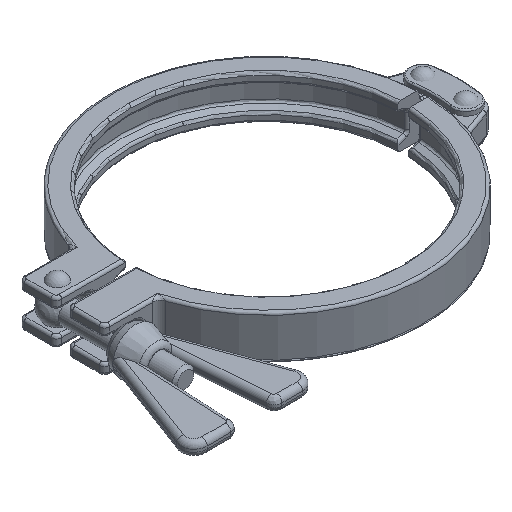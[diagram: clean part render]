
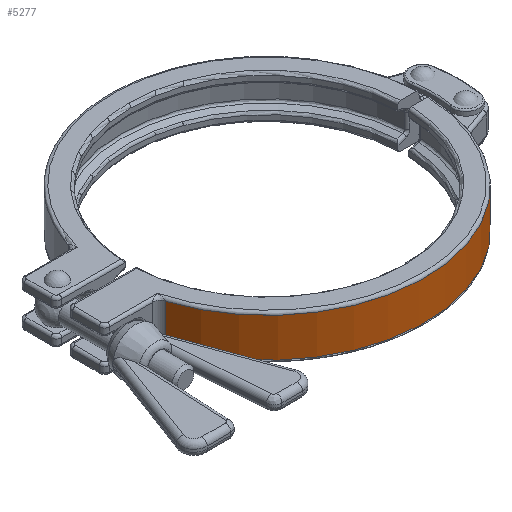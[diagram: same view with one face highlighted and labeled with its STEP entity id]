
A CAD part, isometric view. The second image highlights one B-rep face of the part: STEP entity #5277.
In plain terms, the highlighted cylindrical face has radius 59 mm (diameter 118 mm), a partial arc.
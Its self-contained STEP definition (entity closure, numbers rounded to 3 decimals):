
#4807=CARTESIAN_POINT('',(-56.161,18.081,-7.25));
#4808=VERTEX_POINT('',#4807);
#4826=CARTESIAN_POINT('',(-56.161,18.081,7.25));
#4827=VERTEX_POINT('',#4826);
#4835=CARTESIAN_POINT('',(-56.161,18.081,7.25));
#4836=DIRECTION('',(0.0,0.0,-1.0));
#4837=VECTOR('',#4836,14.5);
#4838=LINE('',#4835,#4837);
#4839=EDGE_CURVE('',#4827,#4808,#4838,.T.);
#5116=CARTESIAN_POINT('',(58.966,2.,-7.25));
#5117=VERTEX_POINT('',#5116);
#5118=CARTESIAN_POINT('',(0.0,0.0,-7.25));
#5119=DIRECTION('',(0.0,0.0,-1.));
#5120=DIRECTION('',(0.12,0.993,0.0));
#5121=AXIS2_PLACEMENT_3D('',#5118,#5119,#5120);
#5122=CIRCLE('',#5121,59.0);
#5123=EDGE_CURVE('',#4808,#5117,#5122,.T.);
#5162=CARTESIAN_POINT('',(0.0,0.0,0.0));
#5163=DIRECTION('',(0.0,0.0,1.0));
#5164=DIRECTION('',(0.952,0.306,0.0));
#5165=AXIS2_PLACEMENT_3D('',#5162,#5163,#5164);
#5166=CYLINDRICAL_SURFACE('',#5165,59.0);
#5167=ORIENTED_EDGE('',*,*,#4839,.F.);
#5168=CARTESIAN_POINT('',(58.966,2.,7.25));
#5169=VERTEX_POINT('',#5168);
#5170=CARTESIAN_POINT('',(0.0,0.0,7.25));
#5171=DIRECTION('',(0.0,0.0,1.));
#5172=DIRECTION('',(0.12,0.993,0.0));
#5173=AXIS2_PLACEMENT_3D('',#5170,#5171,#5172);
#5174=CIRCLE('',#5173,59.);
#5175=EDGE_CURVE('',#5169,#4827,#5174,.T.);
#5176=ORIENTED_EDGE('',*,*,#5175,.F.);
#5177=CARTESIAN_POINT('',(58.966,2.,6.351));
#5178=VERTEX_POINT('',#5177);
#5179=CARTESIAN_POINT('',(58.966,2.,7.25));
#5180=DIRECTION('',(0.,0.,-1.0));
#5181=VECTOR('',#5180,0.899);
#5182=LINE('',#5179,#5181);
#5183=EDGE_CURVE('',#5169,#5178,#5182,.T.);
#5184=ORIENTED_EDGE('',*,*,#5183,.T.);
#5185=CARTESIAN_POINT('',(58.929,2.902,6.5));
#5186=VERTEX_POINT('',#5185);
#5187=CARTESIAN_POINT('',(58.929,2.902,6.5));
#5188=CARTESIAN_POINT('',(58.939,2.686,6.5));
#5189=CARTESIAN_POINT('',(58.953,2.38,6.465));
#5190=CARTESIAN_POINT('',(58.963,2.085,6.38));
#5191=CARTESIAN_POINT('',(58.966,2.,6.352));
#5192=B_SPLINE_CURVE_WITH_KNOTS('',3,(#5187,#5188,#5189,#5190,#5191),.UNSPECIFIED.,.F.,.U.,(4,1,4),(1.878,1.945,1.973),.UNSPECIFIED.);
#5193=EDGE_CURVE('',#5186,#5178,#5192,.T.);
#5194=ORIENTED_EDGE('',*,*,#5193,.F.);
#5195=CARTESIAN_POINT('',(56.936,15.47,6.5));
#5196=VERTEX_POINT('',#5195);
#5197=CARTESIAN_POINT('',(0.0,0.0,6.5));
#5198=DIRECTION('',(0.0,0.0,-1.0));
#5199=DIRECTION('',(0.986,0.169,0.0));
#5200=AXIS2_PLACEMENT_3D('',#5197,#5198,#5199);
#5201=CIRCLE('',#5200,59.0);
#5202=EDGE_CURVE('',#5196,#5186,#5201,.T.);
#5203=ORIENTED_EDGE('',*,*,#5202,.F.);
#5204=CARTESIAN_POINT('',(55.876,18.943,3.5));
#5205=VERTEX_POINT('',#5204);
#5206=CARTESIAN_POINT('',(55.876,18.943,3.5));
#5207=CARTESIAN_POINT('',(55.876,18.943,3.752));
#5208=CARTESIAN_POINT('',(55.902,18.867,4.258));
#5209=CARTESIAN_POINT('',(55.991,18.602,4.827));
#5210=CARTESIAN_POINT('',(56.086,18.314,5.225));
#5211=CARTESIAN_POINT('',(56.194,17.981,5.586));
#5212=CARTESIAN_POINT('',(56.345,17.505,5.952));
#5213=CARTESIAN_POINT('',(56.541,16.86,6.268));
#5214=CARTESIAN_POINT('',(56.74,16.178,6.457));
#5215=CARTESIAN_POINT('',(56.872,15.705,6.5));
#5216=CARTESIAN_POINT('',(56.936,15.47,6.5));
#5217=B_SPLINE_CURVE_WITH_KNOTS('',3,(#5206,#5207,#5208,#5209,#5210,#5211,#5212,#5213,#5214,#5215,#5216),.UNSPECIFIED.,.F.,.U.,(4,1,1,1,1,1,1,1,4),(0.0,0.076,0.151,0.189,0.227,0.302,0.378,0.453,0.529),.UNSPECIFIED.);
#5218=EDGE_CURVE('',#5205,#5196,#5217,.T.);
#5219=ORIENTED_EDGE('',*,*,#5218,.F.);
#5220=CARTESIAN_POINT('',(55.876,18.943,-3.5));
#5221=VERTEX_POINT('',#5220);
#5222=CARTESIAN_POINT('',(55.876,18.943,-3.5));
#5223=DIRECTION('',(0.0,0.0,1.0));
#5224=VECTOR('',#5223,7.);
#5225=LINE('',#5222,#5224);
#5226=EDGE_CURVE('',#5221,#5205,#5225,.T.);
#5227=ORIENTED_EDGE('',*,*,#5226,.F.);
#5228=CARTESIAN_POINT('',(56.936,15.47,-6.5));
#5229=VERTEX_POINT('',#5228);
#5230=CARTESIAN_POINT('',(56.936,15.47,-6.5));
#5231=CARTESIAN_POINT('',(56.872,15.705,-6.5));
#5232=CARTESIAN_POINT('',(56.773,16.059,-6.468));
#5233=CARTESIAN_POINT('',(56.625,16.574,-6.35));
#5234=CARTESIAN_POINT('',(56.509,16.966,-6.212));
#5235=CARTESIAN_POINT('',(56.412,17.284,-6.055));
#5236=CARTESIAN_POINT('',(56.269,17.747,-5.784));
#5237=CARTESIAN_POINT('',(56.156,18.097,-5.486));
#5238=CARTESIAN_POINT('',(56.07,18.363,-5.152));
#5239=CARTESIAN_POINT('',(56.052,18.418,-5.078));
#5240=CARTESIAN_POINT('',(56.037,18.462,-5.015));
#5241=CARTESIAN_POINT('',(56.026,18.497,-4.964));
#5242=CARTESIAN_POINT('',(55.976,18.647,-4.729));
#5243=CARTESIAN_POINT('',(55.903,18.866,-4.262));
#5244=CARTESIAN_POINT('',(55.876,18.943,-3.752));
#5245=CARTESIAN_POINT('',(55.876,18.943,-3.5));
#5246=B_SPLINE_CURVE_WITH_KNOTS('',3,(#5230,#5231,#5232,#5233,#5234,#5235,#5236,#5237,#5238,#5239,#5240,#5241,#5242,#5243,#5244,#5245),.UNSPECIFIED.,.F.,.U.,(4,1,1,1,1,1,1,1,1,1,1,1,1,4),(0.0,0.076,0.113,0.17,0.208,0.227,0.34,0.349,0.359,0.368,0.373,0.378,0.453,0.529),.UNSPECIFIED.);
#5247=EDGE_CURVE('',#5229,#5221,#5246,.T.);
#5248=ORIENTED_EDGE('',*,*,#5247,.F.);
#5249=CARTESIAN_POINT('',(58.929,2.902,-6.5));
#5250=VERTEX_POINT('',#5249);
#5251=CARTESIAN_POINT('',(0.0,0.0,-6.5));
#5252=DIRECTION('',(0.0,0.0,1.0));
#5253=DIRECTION('',(0.986,0.169,0.0));
#5254=AXIS2_PLACEMENT_3D('',#5251,#5252,#5253);
#5255=CIRCLE('',#5254,59.0);
#5256=EDGE_CURVE('',#5250,#5229,#5255,.T.);
#5257=ORIENTED_EDGE('',*,*,#5256,.F.);
#5258=CARTESIAN_POINT('',(58.966,2.,-6.351));
#5259=VERTEX_POINT('',#5258);
#5260=CARTESIAN_POINT('',(58.966,2.,-6.351));
#5261=CARTESIAN_POINT('',(58.963,2.085,-6.38));
#5262=CARTESIAN_POINT('',(58.953,2.38,-6.465));
#5263=CARTESIAN_POINT('',(58.939,2.686,-6.5));
#5264=CARTESIAN_POINT('',(58.929,2.902,-6.5));
#5265=B_SPLINE_CURVE_WITH_KNOTS('',3,(#5260,#5261,#5262,#5263,#5264),.UNSPECIFIED.,.F.,.U.,(4,1,4),(-0.095,-0.067,0.),.UNSPECIFIED.);
#5266=EDGE_CURVE('',#5259,#5250,#5265,.T.);
#5267=ORIENTED_EDGE('',*,*,#5266,.F.);
#5268=CARTESIAN_POINT('',(58.966,2.,-6.351));
#5269=DIRECTION('',(0.,0.,-1.0));
#5270=VECTOR('',#5269,0.899);
#5271=LINE('',#5268,#5270);
#5272=EDGE_CURVE('',#5259,#5117,#5271,.T.);
#5273=ORIENTED_EDGE('',*,*,#5272,.T.);
#5274=ORIENTED_EDGE('',*,*,#5123,.F.);
#5275=EDGE_LOOP('',(#5167,#5176,#5184,#5194,#5203,#5219,#5227,#5248,#5257,#5267,#5273,#5274));
#5276=FACE_OUTER_BOUND('',#5275,.T.);
#5277=ADVANCED_FACE('',(#5276),#5166,.T.);
